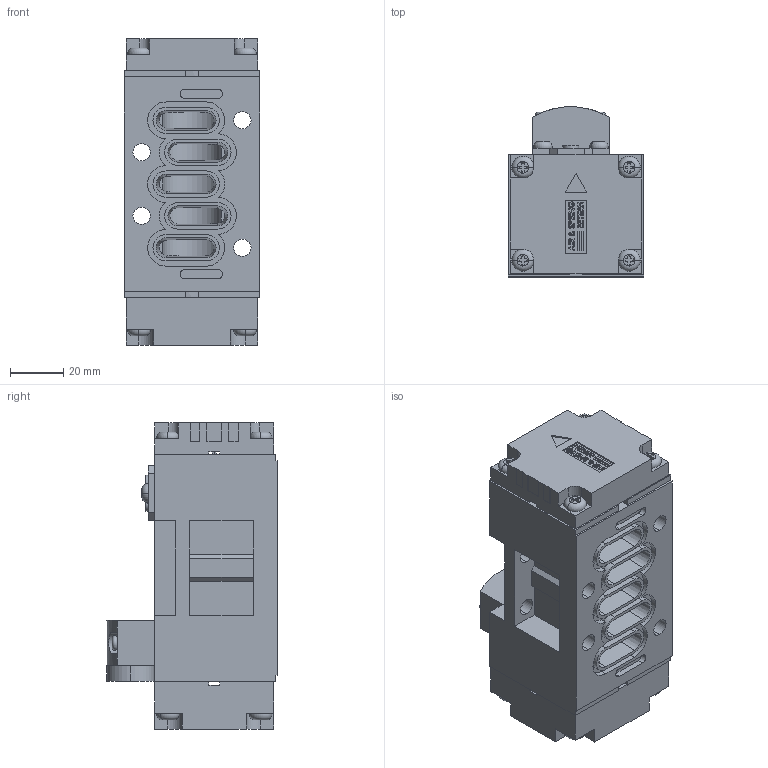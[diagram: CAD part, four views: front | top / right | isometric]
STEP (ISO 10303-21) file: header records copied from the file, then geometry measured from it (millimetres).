
FILE_DESCRIPTION (( 'STEP AP203' ), '1' );
FILE_NAME ('SIP511.STEP', '2013-01-30T00:39:19', ( '' ), ( '' ), 'SwSTEP 2.0', 'SolidWorks 2008', '' );
FILE_SCHEMA (( 'CONFIG_CONTROL_DESIGN' ));
Length unit declared in the file: millimetre
Products named in the file (14): SIP511; Body_ル遽; BC_ル遽; BodyCover(PPS)_ル遽; BodyCoverBolt(M4xL14)(8.4)_ル遽; SEMI_ル遽; SemiPilot_ル遽; SemiPilotBolt(M4xL20)(8.4)_ル遽; PALTE_ル遽; ParPlate_ル遽; ParPlateBolt(M4xL10),Ni_ル遽; MASTER_ル遽; PneumaticPilot_ル遽; PneumaticPilotBoltM3xL16_ル遽
Assembly tree (21 placements, depth 3):
  SIP511
    Body_ル遽
    PALTE_ル遽
      ParPlateBolt(M4xL10),Ni_ル遽  x2
      ParPlate_ル遽
    SEMI_ル遽
      SemiPilotBolt(M4xL20)(8.4)_ル遽  x4
      SemiPilot_ル遽
    MASTER_ル遽
      PneumaticPilotBoltM3xL16_ル遽  x2
      PneumaticPilot_ル遽
    BC_ル遽
      BodyCoverBolt(M4xL14)(8.4)_ル遽  x4
      BodyCover(PPS)_ル遽
Bounding box: 51 x 64.24 x 115.5 mm (x, y, z)
Volume: 148282.4 mm3; surface area: 75754.3 mm2
Topology: 17 solids, 17 shells, 1371 faces, 3651 edges, 2412 vertices
Faces by surface type: plane 897, cylinder 274, bspline 102, cone 54, torus 44
Entity records: 44542 total; most frequent: CARTESIAN_POINT 13827, ORIENTED_EDGE 6230, DIRECTION 5672, EDGE_CURVE 3115, VECTOR 2122, LINE 2122, VERTEX_POINT 2060, AXIS2_PLACEMENT_3D 1775
